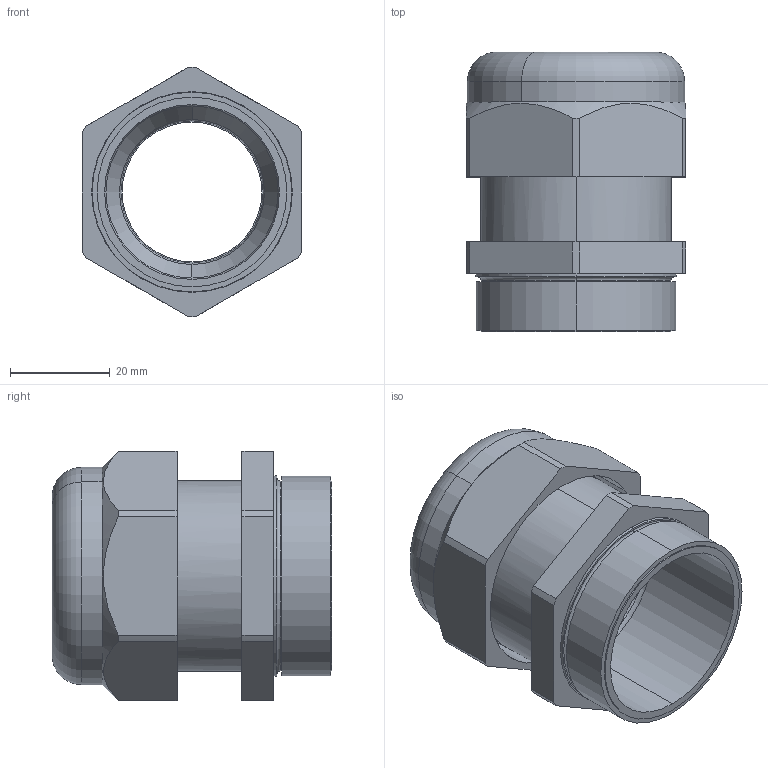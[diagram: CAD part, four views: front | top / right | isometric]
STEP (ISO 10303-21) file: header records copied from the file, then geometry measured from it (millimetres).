
FILE_DESCRIPTION (( 'STEP AP214' ), '1' );
FILE_NAME ('2022893.stp', '2019-06-06T12:17:59', ( '' ), ( '' ), 'SwSTEP 2.0', 'SolidWorks 2018', '' );
FILE_SCHEMA (( 'AUTOMOTIVE_DESIGN' ));
Length unit declared in the file: millimetre
Products named in the file (4): 0006115_grafische Darstellung; 0006114_grafische Darstellung; 2022893; EV501_M40
Assembly tree (3 placements, depth 2):
  2022893
    0006115_grafische Darstellung
    0006114_grafische Darstellung
    EV501_M40
Bounding box: 44 x 56 x 50 mm (x, y, z)
Volume: 28785.7 mm3; surface area: 25650.8 mm2
Topology: 3 solids, 3 shells, 317 faces, 849 edges, 543 vertices
Faces by surface type: plane 128, cylinder 83, torus 76, cone 30
Entity records: 10774 total; most frequent: CARTESIAN_POINT 2743, ORIENTED_EDGE 1698, DIRECTION 1660, EDGE_CURVE 849, AXIS2_PLACEMENT_3D 664, VERTEX_POINT 543, CIRCLE 341, LINE 332
